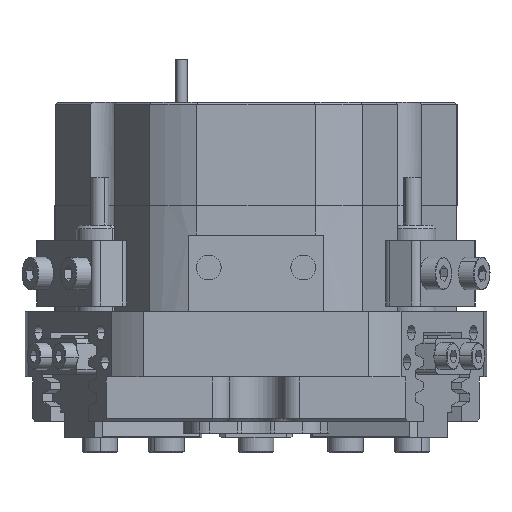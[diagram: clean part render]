
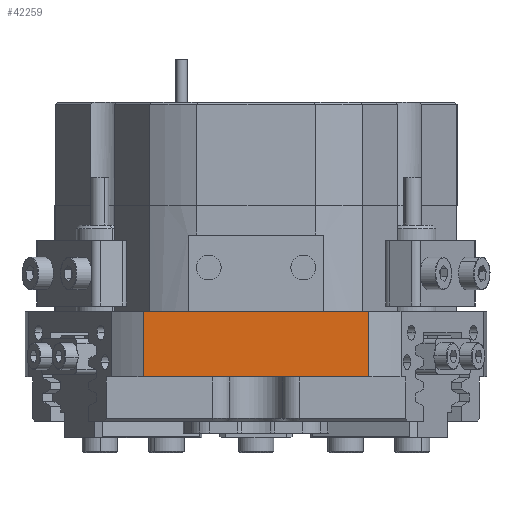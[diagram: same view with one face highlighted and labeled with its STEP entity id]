
A CAD part, front view. The second image highlights one B-rep face of the part: STEP entity #42259.
In plain terms, the highlighted planar face has unit normal (0, -1, 0).
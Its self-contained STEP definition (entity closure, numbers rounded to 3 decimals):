
#280 = VERTEX_POINT ( 'NONE', #2394 ) ;
#480 = EDGE_CURVE ( 'NONE', #26598, #43055, #41829, .T. ) ;
#767 = LINE ( 'NONE', #3117, #28509 ) ;
#1194 = CARTESIAN_POINT ( 'NONE',  ( -23.049, -34., 3.5 ) ) ;
#1430 = PLANE ( 'NONE',  #35668 ) ;
#2394 = CARTESIAN_POINT ( 'NONE',  ( -19.105, -34., -7.5 ) ) ;
#2410 = ORIENTED_EDGE ( 'NONE', *, *, #480, .T. ) ;
#3117 = CARTESIAN_POINT ( 'NONE',  ( 19.105, -34., -15. ) ) ;
#3829 = CARTESIAN_POINT ( 'NONE',  ( -19.105, -34., -15. ) ) ;
#8014 = DIRECTION ( 'NONE',  ( -1., 0., 0. ) ) ;
#8115 = DIRECTION ( 'NONE',  ( 0., 1., 0. ) ) ;
#8698 = LINE ( 'NONE', #42496, #29547 ) ;
#10197 = ORIENTED_EDGE ( 'NONE', *, *, #33787, .F. ) ;
#10442 = ORIENTED_EDGE ( 'NONE', *, *, #35941, .T. ) ;
#11417 = EDGE_LOOP ( 'NONE', ( #10197, #28817, #2410, #10442 ) ) ;
#12496 = EDGE_CURVE ( 'NONE', #13908, #26598, #767, .T. ) ;
#12901 = FACE_OUTER_BOUND ( 'NONE', #11417, .T. ) ;
#13403 = DIRECTION ( 'NONE',  ( 0., 0., 1. ) ) ;
#13908 = VERTEX_POINT ( 'NONE', #29355 ) ;
#15966 = CARTESIAN_POINT ( 'NONE',  ( -19.105, -34., 3.5 ) ) ;
#18126 = CARTESIAN_POINT ( 'NONE',  ( -23.049, -34., -26.5 ) ) ;
#24316 = DIRECTION ( 'NONE',  ( 0., 0., -1. ) ) ;
#26598 = VERTEX_POINT ( 'NONE', #43001 ) ;
#28509 = VECTOR ( 'NONE', #13403, 1000. ) ;
#28817 = ORIENTED_EDGE ( 'NONE', *, *, #12496, .T. ) ;
#29355 = CARTESIAN_POINT ( 'NONE',  ( 19.105, -34., -7.5 ) ) ;
#29380 = LINE ( 'NONE', #3829, #37392 ) ;
#29547 = VECTOR ( 'NONE', #32784, 1000. ) ;
#31980 = DIRECTION ( 'NONE',  ( 0., 0., 1. ) ) ;
#32728 = VECTOR ( 'NONE', #8014, 1000. ) ;
#32784 = DIRECTION ( 'NONE',  ( -1., 0., 0. ) ) ;
#33787 = EDGE_CURVE ( 'NONE', #13908, #280, #8698, .T. ) ;
#35668 = AXIS2_PLACEMENT_3D ( 'NONE', #18126, #8115, #31980 ) ;
#35941 = EDGE_CURVE ( 'NONE', #43055, #280, #29380, .T. ) ;
#37392 = VECTOR ( 'NONE', #24316, 1000. ) ;
#41829 = LINE ( 'NONE', #1194, #32728 ) ;
#42259 = ADVANCED_FACE ( 'NONE', ( #12901 ), #1430, .F. ) ;
#42496 = CARTESIAN_POINT ( 'NONE',  ( -23.049, -34., -7.5 ) ) ;
#43001 = CARTESIAN_POINT ( 'NONE',  ( 19.105, -34., 3.5 ) ) ;
#43055 = VERTEX_POINT ( 'NONE', #15966 ) ;
